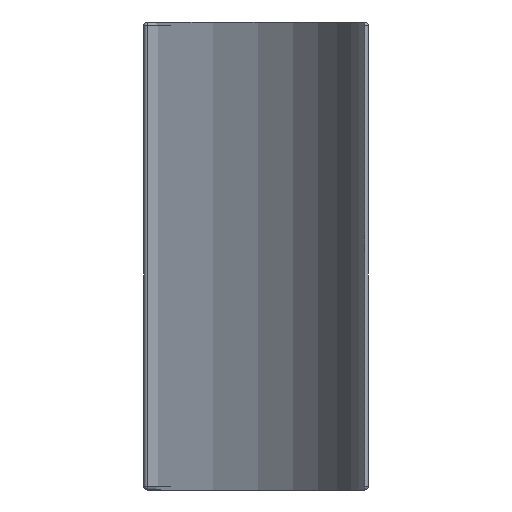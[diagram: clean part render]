
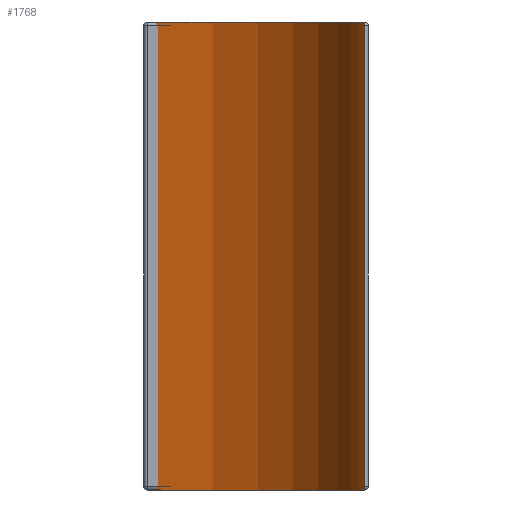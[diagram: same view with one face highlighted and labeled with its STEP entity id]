
A CAD part, left-side view. The second image highlights one B-rep face of the part: STEP entity #1768.
In plain terms, the highlighted free-form (B-spline) face has degree [2, 1] with [3, 2] control points.
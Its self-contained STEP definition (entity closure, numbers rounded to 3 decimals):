
#21 = ORIENTED_EDGE ( 'NONE', *, *, #1665, .T. ) ;
#28 = ORIENTED_EDGE ( 'NONE', *, *, #1675, .T. ) ;
#30 = ORIENTED_EDGE ( 'NONE', *, *, #1661, .F. ) ;
#39 = ORIENTED_EDGE ( 'NONE', *, *, #1674, .F. ) ;
#161 = VERTEX_POINT ( 'NONE', #407 ) ;
#260 = EDGE_LOOP ( 'NONE', ( #39, #30, #28, #21 ) ) ;
#280 = VERTEX_POINT ( 'NONE', #368 ) ;
#299 = B_SPLINE_CURVE_WITH_KNOTS ( 'NONE', 2,
 ( #666, #667, #663 ),
 .UNSPECIFIED., .F., .F.,
 ( 3, 3 ),
 ( 0., 1. ),
 .UNSPECIFIED. ) ;
#300 = B_SPLINE_CURVE_WITH_KNOTS ( 'NONE', 2,
 ( #672, #678, #665 ),
 .UNSPECIFIED., .F., .F.,
 ( 3, 3 ),
 ( 0., 1. ),
 .UNSPECIFIED. ) ;
#327 = CARTESIAN_POINT ( 'NONE',  ( -1.584, -0.29, 0.625 ) ) ;
#368 = CARTESIAN_POINT ( 'NONE',  ( -0.99, 0.29, 0.625 ) ) ;
#407 = CARTESIAN_POINT ( 'NONE',  ( -1.584, -0.29, -0.625 ) ) ;
#411 = CARTESIAN_POINT ( 'NONE',  ( -0.99, 0.29, -0.625 ) ) ;
#494 = CARTESIAN_POINT ( 'NONE',  ( -1.584, -0.29, 0.625 ) ) ;
#496 = CARTESIAN_POINT ( 'NONE',  ( -1.584, -0.29, -0.625 ) ) ;
#497 = CARTESIAN_POINT ( 'NONE',  ( -1.127, -0.224, 0.625 ) ) ;
#498 = CARTESIAN_POINT ( 'NONE',  ( -1.127, -0.224, -0.625 ) ) ;
#509 = CARTESIAN_POINT ( 'NONE',  ( -0.99, 0.29, 0.625 ) ) ;
#511 = CARTESIAN_POINT ( 'NONE',  ( -0.99, 0.29, -0.625 ) ) ;
#663 = CARTESIAN_POINT ( 'NONE',  ( -1.584, -0.29, -0.625 ) ) ;
#665 = CARTESIAN_POINT ( 'NONE',  ( -1.584, -0.29, 0.625 ) ) ;
#666 = CARTESIAN_POINT ( 'NONE',  ( -0.99, 0.29, -0.625 ) ) ;
#667 = CARTESIAN_POINT ( 'NONE',  ( -1.127, -0.224, -0.625 ) ) ;
#672 = CARTESIAN_POINT ( 'NONE',  ( -0.99, 0.29, 0.625 ) ) ;
#678 = CARTESIAN_POINT ( 'NONE',  ( -1.127, -0.224, 0.625 ) ) ;
#683 = DIRECTION ( 'NONE',  ( 0., 0., 1. ) ) ;
#686 = CARTESIAN_POINT ( 'NONE',  ( -1.584, -0.29, -0.625 ) ) ;
#696 = DIRECTION ( 'NONE',  ( 0., 0., 1. ) ) ;
#698 = CARTESIAN_POINT ( 'NONE',  ( -0.99, 0.29, -0.625 ) ) ;
#736 = VERTEX_POINT ( 'NONE', #327 ) ;
#738 = VERTEX_POINT ( 'NONE', #411 ) ;
#903 = FACE_OUTER_BOUND ( 'NONE', #260, .T. ) ;
#1410 = B_SPLINE_SURFACE_WITH_KNOTS ( 'NONE', 2, 1, ( 
 ( #511, #509 ),
 ( #498, #497 ),
 ( #496, #494 ) ),
 .UNSPECIFIED., .F., .F., .F.,
 ( 3, 3 ),
 ( 2, 2 ),
 ( 0., 1. ),
 ( 0., 1. ),
 .UNSPECIFIED. ) ;
#1455 = LINE ( 'NONE', #698, #1548 ) ;
#1478 = VECTOR ( 'NONE', #683, 1000. ) ;
#1515 = LINE ( 'NONE', #686, #1478 ) ;
#1548 = VECTOR ( 'NONE', #696, 1000. ) ;
#1661 = EDGE_CURVE ( 'NONE', #738, #280, #1455, .T. ) ;
#1665 = EDGE_CURVE ( 'NONE', #161, #736, #1515, .T. ) ;
#1674 = EDGE_CURVE ( 'NONE', #280, #736, #300, .T. ) ;
#1675 = EDGE_CURVE ( 'NONE', #738, #161, #299, .T. ) ;
#1768 = ADVANCED_FACE ( 'NONE', ( #903 ), #1410, .T. ) ;
